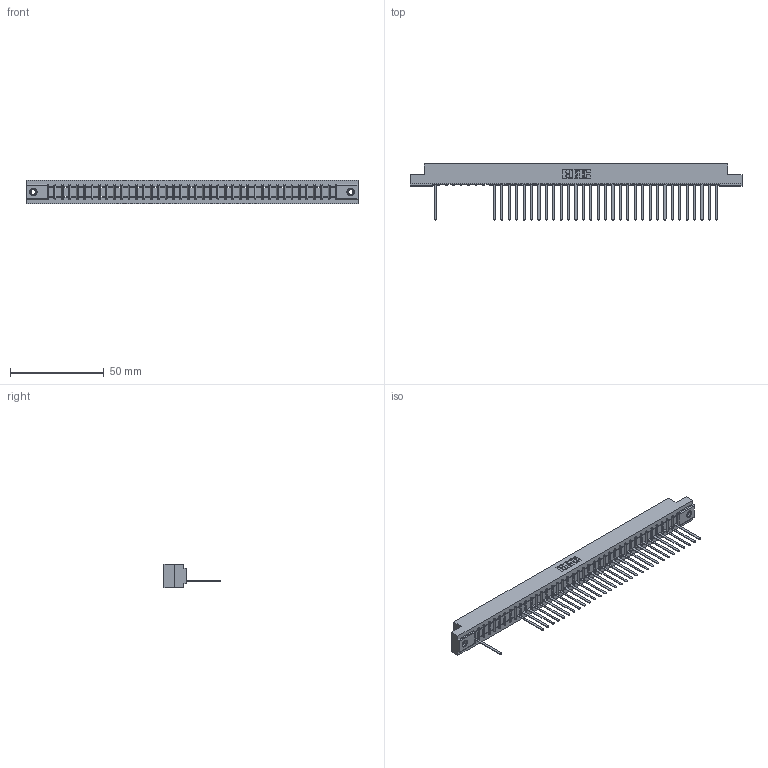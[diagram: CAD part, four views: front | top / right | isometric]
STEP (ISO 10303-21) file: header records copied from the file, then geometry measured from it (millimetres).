
FILE_DESCRIPTION (( 'STEP AP203' ), '1' );
FILE_NAME ('307-039-545-107.STEP', '2018-08-05T12:36:11', ( '' ), ( '' ), 'SwSTEP 2.0', 'SolidWorks 2016', '' );
FILE_SCHEMA (( 'CONFIG_CONTROL_DESIGN' ));
Length unit declared in the file: inch
Products named in the file (4): 345-250-001_345-250-005-103; 307-039-545-107; 307 Part_.156 Dia Mounting Holes; 307-290-001_545
Assembly tree (35 placements, depth 2):
  307-039-545-107
    307 Part_.156 Dia Mounting Holes
    307-290-001_545  x32
    345-250-001_345-250-005-103  x2
Bounding box: 177.55 x 30 x 12.7 mm (x, y, z)
Volume: 18429.7 mm3; surface area: 19689.2 mm2
Topology: 35 solids, 35 shells, 2150 faces, 6091 edges, 3902 vertices
Faces by surface type: plane 1370, cylinder 684, sphere 80, cone 12, torus 4
Entity records: 34733 total; most frequent: CARTESIAN_POINT 5860, ORIENTED_EDGE 5846, DIRECTION 5703, EDGE_CURVE 2923, LINE 2241, VECTOR 2241, VERTEX_POINT 1888, AXIS2_PLACEMENT_3D 1731
